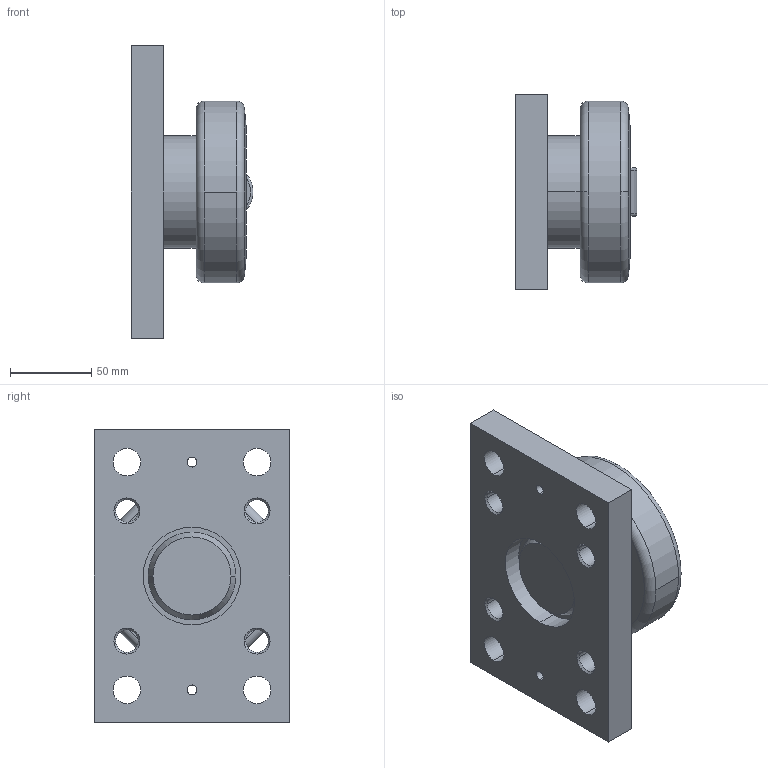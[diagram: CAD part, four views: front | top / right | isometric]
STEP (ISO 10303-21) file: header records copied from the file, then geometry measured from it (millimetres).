
FILE_DESCRIPTION(('STEP AP214'),'1');
FILE_NAME('PR_4_461_AP_4.stp','2016-05-11T09:55:51',('TraceParts'),('TraceParts S.A.'),'Spatial InterOp 3D',' ',' ');
FILE_SCHEMA(('automotive_design'));
Length unit declared in the file: millimetre
Products named in the file (1): 1
Bounding box: 75 x 120 x 180 mm (x, y, z)
Volume: 751410.6 mm3; surface area: 89339 mm2
Topology: 1 solids, 1 shells, 76 faces, 188 edges, 119 vertices
Faces by surface type: cylinder 28, plane 22, cone 20, torus 6
Entity records: 2518 total; most frequent: CARTESIAN_POINT 584, DIRECTION 433, ORIENTED_EDGE 376, EDGE_CURVE 188, AXIS2_PLACEMENT_3D 176, VERTEX_POINT 119, EDGE_LOOP 101, CIRCLE 99
